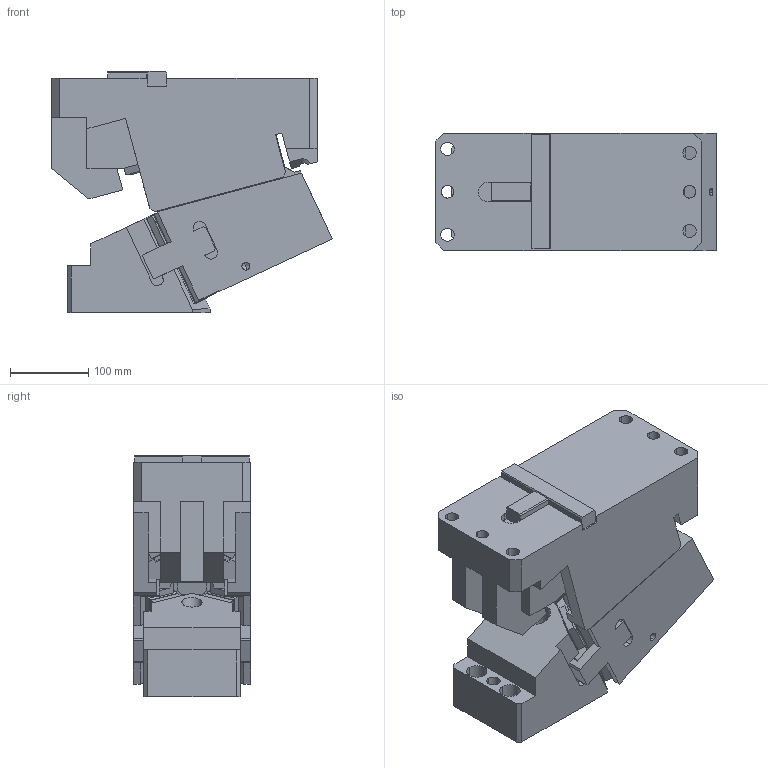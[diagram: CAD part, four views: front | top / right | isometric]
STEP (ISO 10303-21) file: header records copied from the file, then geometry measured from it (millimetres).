
FILE_DESCRIPTION(('CATIA V5 STEP Exchange'),'2;1');
FILE_NAME('CACV_F_150_65.stp','2015-04-27T06:46:42+00:00',('none'),('none'),'CATIA Version 5 Release 19 SP 2 (IN-10)','CATIA V5 STEP AP203','none');
FILE_SCHEMA(('CONFIG_CONTROL_DESIGN'));
Length unit declared in the file: millimetre
Products named in the file (1): CACV_F_150_65
Bounding box: 359.16 x 150 x 309 mm (x, y, z)
Volume: 10597313.8 mm3; surface area: 658389.2 mm2
Topology: 3 solids, 4 shells, 499 faces, 1400 edges, 911 vertices
Faces by surface type: plane 359, cylinder 134, cone 6
Entity records: 16534 total; most frequent: CARTESIAN_POINT 4165, ORIENTED_EDGE 2788, DIRECTION 2122, EDGE_CURVE 1394, VECTOR 1100, LINE 1100, VERTEX_POINT 911, AXIS2_PLACEMENT_3D 587
